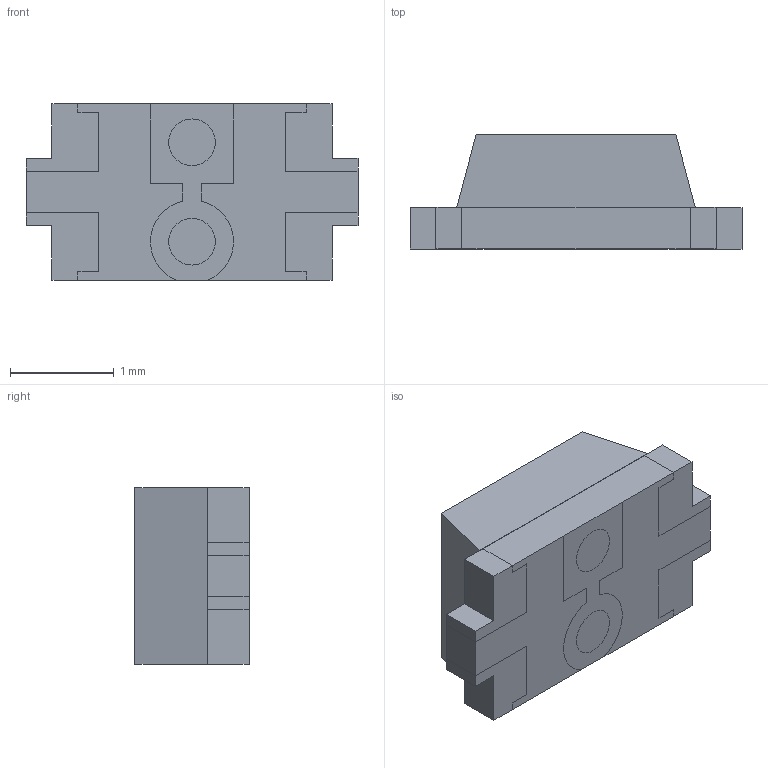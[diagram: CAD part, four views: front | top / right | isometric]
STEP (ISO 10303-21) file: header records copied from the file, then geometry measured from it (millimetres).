
FILE_DESCRIPTION (( 'STEP AP214' ), '1' );
FILE_NAME ('Sharp_GP2S60.step', '2020-12-07T12:10:42+00:00', 'Stefan Hamminga', '', '', '', '');
FILE_SCHEMA (( 'AUTOMOTIVE_DESIGN' ));
Length unit declared in the file: millimetre
Products named in the file (1): Sharp_GP2S60
Bounding box: 3.2 x 1.1 x 1.7 mm (x, y, z)
Volume: 4.5 mm3; surface area: 26.4 mm2
Topology: 2 solids, 2 shells, 42 faces, 116 edges, 82 vertices
Faces by surface type: plane 42
Entity records: 1847 total; most frequent: CARTESIAN_POINT 241, ORIENTED_EDGE 232, DIRECTION 212, EDGE_CURVE 116, VECTOR 106, LINE 106, VERTEX_POINT 82, AXIS2_PLACEMENT_3D 53
